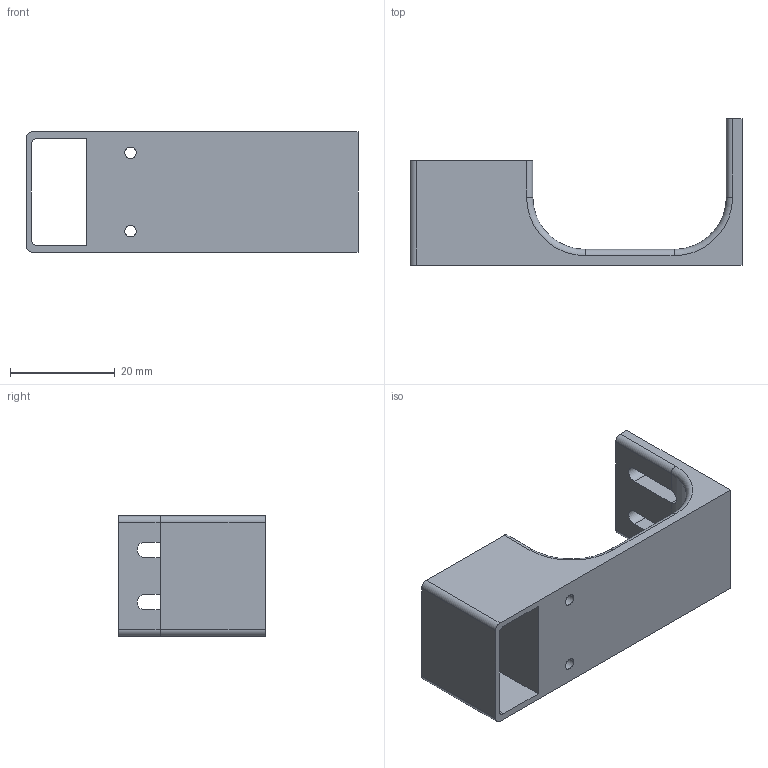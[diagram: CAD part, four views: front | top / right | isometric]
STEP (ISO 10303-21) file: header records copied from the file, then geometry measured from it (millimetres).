
FILE_DESCRIPTION (( 'STEP AP214' ), '1' );
FILE_NAME ('colorSensorMount.STEP', '2023-06-28T21:31:42', ( '' ), ( '' ), 'SwSTEP 2.0', 'SolidWorks 2021', '' );
FILE_SCHEMA (( 'AUTOMOTIVE_DESIGN' ));
Length unit declared in the file: millimetre
Products named in the file (1): colorSensorMount
Bounding box: 63.5 x 28 x 23 mm (x, y, z)
Volume: 11123.9 mm3; surface area: 7208.9 mm2
Topology: 1 solids, 1 shells, 46 faces, 126 edges, 80 vertices
Faces by surface type: cylinder 22, plane 20, torus 4
Entity records: 1560 total; most frequent: CARTESIAN_POINT 303, DIRECTION 264, ORIENTED_EDGE 252, EDGE_CURVE 126, AXIS2_PLACEMENT_3D 93, VERTEX_POINT 80, LINE 78, VECTOR 78
